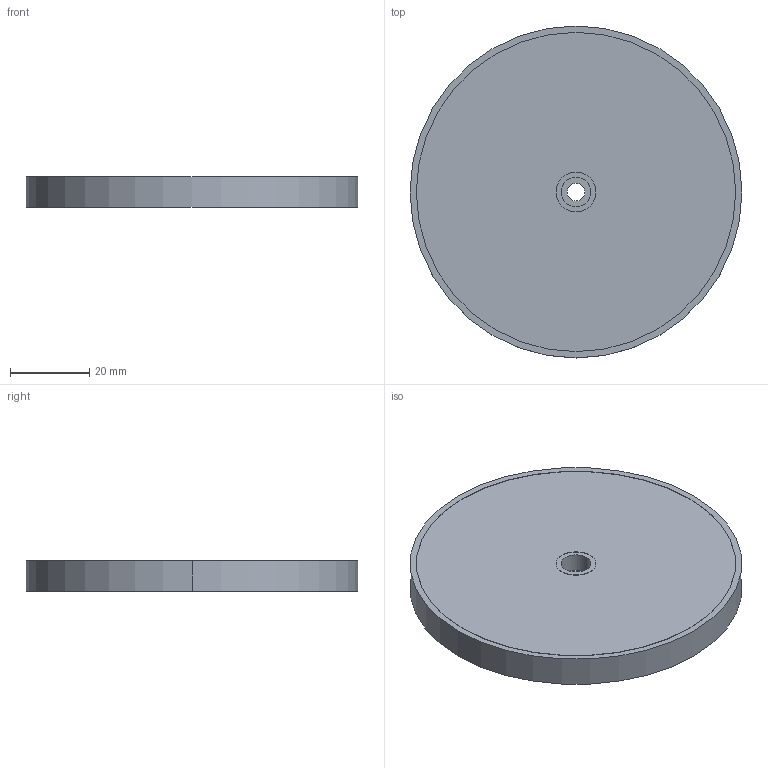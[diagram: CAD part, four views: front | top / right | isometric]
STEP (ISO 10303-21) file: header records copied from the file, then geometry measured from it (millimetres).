
FILE_DESCRIPTION((''),'2;1');
FILE_NAME('DBCAD2606_REF-C110-2','2017-06-08T',('cmozuch'),(''),'PRO/ENGINEER BY PARAMETRIC TECHNOLOGY CORPORATION, 2015440','PRO/ENGINEER BY PARAMETRIC TECHNOLOGY CORPORATION, 2015440','');
FILE_SCHEMA(('CONFIG_CONTROL_DESIGN'));
Length unit declared in the file: millimetre
Products named in the file (1): DBCAD2606_REF-C110-2
Bounding box: 84 x 84 x 7.8 mm (x, y, z)
Volume: 41578.6 mm3; surface area: 13344.3 mm2
Topology: 1 solids, 1 shells, 21 faces, 42 edges, 28 vertices
Faces by surface type: cylinder 14, plane 7
Entity records: 912 total; most frequent: DIRECTION 112, CARTESIAN_POINT 91, ORIENTED_EDGE 84, COLOUR_RGB 52, AXIS2_PLACEMENT_3D 49, FILL_AREA_STYLE_COLOUR 42, FILL_AREA_STYLE 42, SURFACE_STYLE_FILL_AREA 42
